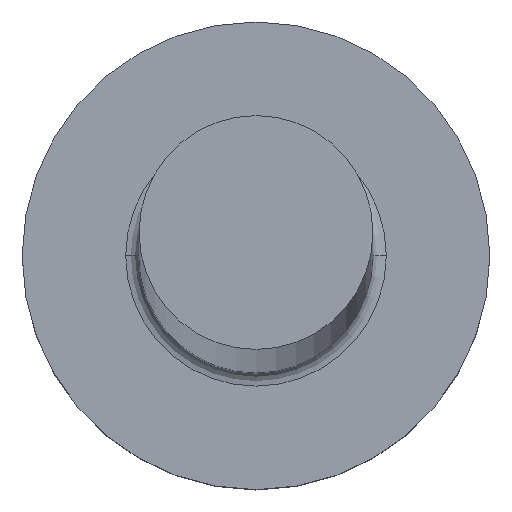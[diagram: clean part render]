
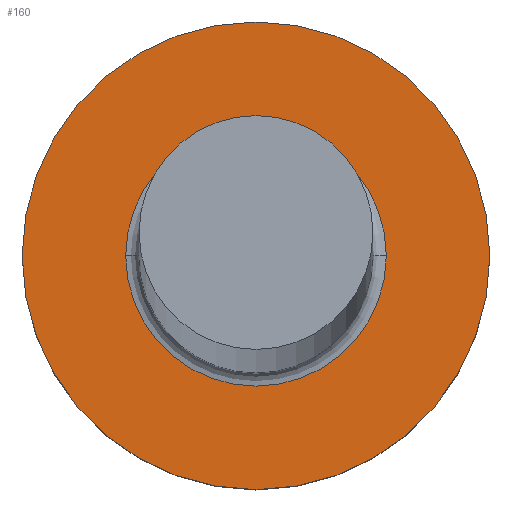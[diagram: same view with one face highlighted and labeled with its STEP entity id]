
A CAD part, top view. The second image highlights one B-rep face of the part: STEP entity #160.
In plain terms, the highlighted planar face has unit normal (0, 0, 1).
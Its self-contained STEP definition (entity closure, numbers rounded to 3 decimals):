
#6 = VERTEX_POINT ( 'NONE', #77 ) ;
#9 = VERTEX_POINT ( 'NONE', #42 ) ;
#10 = DIRECTION ( 'NONE',  ( 1., 0., 0. ) ) ;
#17 = EDGE_CURVE ( 'NONE', #127, #287, #218, .T. ) ;
#31 = CARTESIAN_POINT ( 'NONE',  ( 0., 0., 3. ) ) ;
#34 = FACE_OUTER_BOUND ( 'NONE', #62, .T. ) ;
#42 = CARTESIAN_POINT ( 'NONE',  ( -1.95, 0., 3. ) ) ;
#49 = DIRECTION ( 'NONE',  ( 0., 0., 1. ) ) ;
#50 = EDGE_CURVE ( 'NONE', #6, #9, #286, .T. ) ;
#54 = AXIS2_PLACEMENT_3D ( 'NONE', #82, #227, #10 ) ;
#62 = EDGE_LOOP ( 'NONE', ( #89, #128 ) ) ;
#66 = DIRECTION ( 'NONE',  ( 0., 0., 1. ) ) ;
#67 = DIRECTION ( 'NONE',  ( 1., 0., 0. ) ) ;
#77 = CARTESIAN_POINT ( 'NONE',  ( 1.95, 0., 3. ) ) ;
#82 = CARTESIAN_POINT ( 'NONE',  ( 0., 0., 3. ) ) ;
#85 = AXIS2_PLACEMENT_3D ( 'NONE', #155, #185, #252 ) ;
#86 = FACE_BOUND ( 'NONE', #264, .T. ) ;
#89 = ORIENTED_EDGE ( 'NONE', *, *, #17, .T. ) ;
#114 = DIRECTION ( 'NONE',  ( 1., 0., 0. ) ) ;
#123 = EDGE_CURVE ( 'NONE', #9, #6, #161, .T. ) ;
#126 = AXIS2_PLACEMENT_3D ( 'NONE', #230, #66, #67 ) ;
#127 = VERTEX_POINT ( 'NONE', #301 ) ;
#128 = ORIENTED_EDGE ( 'NONE', *, *, #235, .T. ) ;
#151 = ORIENTED_EDGE ( 'NONE', *, *, #123, .T. ) ;
#155 = CARTESIAN_POINT ( 'NONE',  ( 0., 0., 3. ) ) ;
#160 = ADVANCED_FACE ( 'NONE', ( #86, #34 ), #181, .T. ) ;
#161 = CIRCLE ( 'NONE', #277, 1.95 ) ;
#179 = DIRECTION ( 'NONE',  ( 0., 0., -1. ) ) ;
#181 = PLANE ( 'NONE',  #85 ) ;
#185 = DIRECTION ( 'NONE',  ( 0., 0., 1. ) ) ;
#186 = AXIS2_PLACEMENT_3D ( 'NONE', #270, #49, #247 ) ;
#218 = CIRCLE ( 'NONE', #186, 3.5 ) ;
#227 = DIRECTION ( 'NONE',  ( 0., 0., -1. ) ) ;
#230 = CARTESIAN_POINT ( 'NONE',  ( 0., 0., 3. ) ) ;
#235 = EDGE_CURVE ( 'NONE', #287, #127, #293, .T. ) ;
#247 = DIRECTION ( 'NONE',  ( 1., 0., 0. ) ) ;
#252 = DIRECTION ( 'NONE',  ( 1., 0., 0. ) ) ;
#264 = EDGE_LOOP ( 'NONE', ( #289, #151 ) ) ;
#270 = CARTESIAN_POINT ( 'NONE',  ( 0., 0., 3. ) ) ;
#277 = AXIS2_PLACEMENT_3D ( 'NONE', #31, #179, #114 ) ;
#283 = CARTESIAN_POINT ( 'NONE',  ( 3.5, 0., 3. ) ) ;
#286 = CIRCLE ( 'NONE', #54, 1.95 ) ;
#287 = VERTEX_POINT ( 'NONE', #283 ) ;
#289 = ORIENTED_EDGE ( 'NONE', *, *, #50, .T. ) ;
#293 = CIRCLE ( 'NONE', #126, 3.5 ) ;
#301 = CARTESIAN_POINT ( 'NONE',  ( -3.5, 0., 3. ) ) ;
